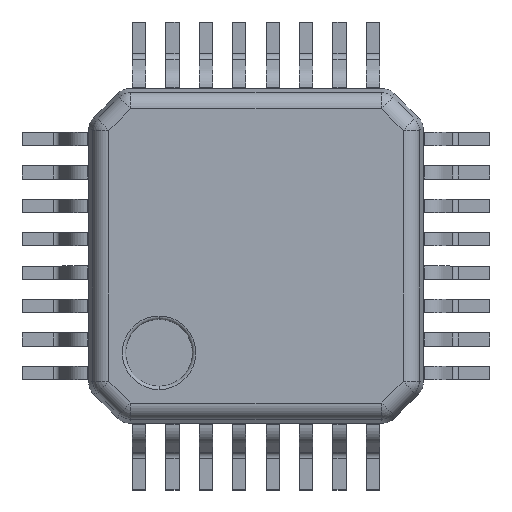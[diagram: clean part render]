
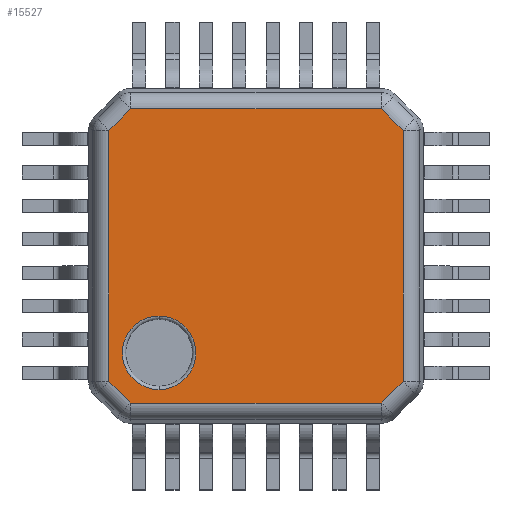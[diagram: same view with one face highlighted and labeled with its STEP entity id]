
A CAD part, top view. The second image highlights one B-rep face of the part: STEP entity #15527.
In plain terms, the highlighted planar face has unit normal (0, 0, 1).
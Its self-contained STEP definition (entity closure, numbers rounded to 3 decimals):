
#15225 = CARTESIAN_POINT ( 'NONE',  ( -1.45, -2., 1.2 ) ) ;
#15226 = VERTEX_POINT ( 'NONE', #15225 ) ;
#15234 = CARTESIAN_POINT ( 'NONE',  ( -1.45, -0.9, 1.2 ) ) ;
#15235 = VERTEX_POINT ( 'NONE', #15234 ) ;
#15236 = CARTESIAN_POINT ( 'NONE',  ( -1.45, -1.45, 1.2 ) ) ;
#15237 = DIRECTION ( 'NONE',  ( 0., 0., -1. ) ) ;
#15238 = DIRECTION ( 'NONE',  ( 0., 1., 0. ) ) ;
#15239 = AXIS2_PLACEMENT_3D ( 'NONE', #15236, #15237, #15238 ) ;
#15240 = CIRCLE ( 'NONE', #15239, 0.55) ;
#15241 = EDGE_CURVE ( 'NONE', #15235, #15226, #15240, .T. ) ;
#15446 = CARTESIAN_POINT ( 'NONE',  ( 1.876, 2.201, 1.2 ) ) ;
#15447 = VERTEX_POINT ( 'NONE', #15446 ) ;
#15448 = CARTESIAN_POINT ( 'NONE',  ( -1.876, 2.201, 1.2 ) ) ;
#15449 = VERTEX_POINT ( 'NONE', #15448 ) ;
#15450 = CARTESIAN_POINT ( 'NONE',  ( -1.956, 2.201, 1.2 ) ) ;
#15451 = DIRECTION ( 'NONE',  ( -1., 0., 0. ) ) ;
#15452 = VECTOR ( 'NONE', #15451, 1000. ) ;
#15453 = LINE ( 'NONE', #15450, #15452 ) ;
#15454 = EDGE_CURVE ( 'NONE', #15447, #15449, #15453, .T. ) ;
#15455 = ORIENTED_EDGE ( 'NONE', *, *, #15454, .T. ) ;
#15456 = CARTESIAN_POINT ( 'NONE',  ( -2.201, 1.876, 1.2 ) ) ;
#15457 = VERTEX_POINT ( 'NONE', #15456 ) ;
#15458 = CARTESIAN_POINT ( 'NONE',  ( -2.257, 1.82, 1.2 ) ) ;
#15459 = DIRECTION ( 'NONE',  ( -0.707, -0.707, 0. ) ) ;
#15460 = VECTOR ( 'NONE', #15459, 1000. ) ;
#15461 = LINE ( 'NONE', #15458, #15460 ) ;
#15462 = EDGE_CURVE ( 'NONE', #15449, #15457, #15461, .T. ) ;
#15463 = ORIENTED_EDGE ( 'NONE', *, *, #15462, .T. ) ;
#15464 = CARTESIAN_POINT ( 'NONE',  ( -2.201, -1.876, 1.2 ) ) ;
#15465 = VERTEX_POINT ( 'NONE', #15464 ) ;
#15466 = CARTESIAN_POINT ( 'NONE',  ( -2.201, -1.956, 1.2 ) ) ;
#15467 = DIRECTION ( 'NONE',  ( 0., -1., 0. ) ) ;
#15468 = VECTOR ( 'NONE', #15467, 1000. ) ;
#15469 = LINE ( 'NONE', #15466, #15468 ) ;
#15470 = EDGE_CURVE ( 'NONE', #15457, #15465, #15469, .T. ) ;
#15471 = ORIENTED_EDGE ( 'NONE', *, *, #15470, .T. ) ;
#15472 = CARTESIAN_POINT ( 'NONE',  ( -1.876, -2.201, 1.2 ) ) ;
#15473 = VERTEX_POINT ( 'NONE', #15472 ) ;
#15474 = CARTESIAN_POINT ( 'NONE',  ( -1.82, -2.257, 1.2 ) ) ;
#15475 = DIRECTION ( 'NONE',  ( 0.707, -0.707, 0. ) ) ;
#15476 = VECTOR ( 'NONE', #15475, 1000. ) ;
#15477 = LINE ( 'NONE', #15474, #15476 ) ;
#15478 = EDGE_CURVE ( 'NONE', #15465, #15473, #15477, .T. ) ;
#15479 = ORIENTED_EDGE ( 'NONE', *, *, #15478, .T. ) ;
#15480 = CARTESIAN_POINT ( 'NONE',  ( 1.876, -2.201, 1.2 ) ) ;
#15481 = VERTEX_POINT ( 'NONE', #15480 ) ;
#15482 = CARTESIAN_POINT ( 'NONE',  ( 1.956, -2.201, 1.2 ) ) ;
#15483 = DIRECTION ( 'NONE',  ( 1., 0., 0. ) ) ;
#15484 = VECTOR ( 'NONE', #15483, 1000. ) ;
#15485 = LINE ( 'NONE', #15482, #15484 ) ;
#15486 = EDGE_CURVE ( 'NONE', #15473, #15481, #15485, .T. ) ;
#15487 = ORIENTED_EDGE ( 'NONE', *, *, #15486, .T. ) ;
#15488 = CARTESIAN_POINT ( 'NONE',  ( 2.201, -1.876, 1.2 ) ) ;
#15489 = VERTEX_POINT ( 'NONE', #15488 ) ;
#15490 = CARTESIAN_POINT ( 'NONE',  ( 2.257, -1.82, 1.2 ) ) ;
#15491 = DIRECTION ( 'NONE',  ( 0.707, 0.707, 0. ) ) ;
#15492 = VECTOR ( 'NONE', #15491, 1000. ) ;
#15493 = LINE ( 'NONE', #15490, #15492 ) ;
#15494 = EDGE_CURVE ( 'NONE', #15481, #15489, #15493, .T. ) ;
#15495 = ORIENTED_EDGE ( 'NONE', *, *, #15494, .T. ) ;
#15496 = CARTESIAN_POINT ( 'NONE',  ( 2.201, 1.876, 1.2 ) ) ;
#15497 = VERTEX_POINT ( 'NONE', #15496 ) ;
#15498 = CARTESIAN_POINT ( 'NONE',  ( 2.201, 1.956, 1.2 ) ) ;
#15499 = DIRECTION ( 'NONE',  ( 0., 1., 0. ) ) ;
#15500 = VECTOR ( 'NONE', #15499, 1000. ) ;
#15501 = LINE ( 'NONE', #15498, #15500 ) ;
#15502 = EDGE_CURVE ( 'NONE', #15489, #15497, #15501, .T. ) ;
#15503 = ORIENTED_EDGE ( 'NONE', *, *, #15502, .T. ) ;
#15504 = CARTESIAN_POINT ( 'NONE',  ( 1.82, 2.257, 1.2 ) ) ;
#15505 = DIRECTION ( 'NONE',  ( -0.707, 0.707, 0. ) ) ;
#15506 = VECTOR ( 'NONE', #15505, 1000. ) ;
#15507 = LINE ( 'NONE', #15504, #15506 ) ;
#15508 = EDGE_CURVE ( 'NONE', #15497, #15447, #15507, .T. ) ;
#15509 = ORIENTED_EDGE ( 'NONE', *, *, #15508, .T. ) ;
#15510 = EDGE_LOOP ( 'NONE', ( #15455, #15463, #15471, #15479, #15487, #15495, #15503, #15509 ) ) ;
#15511 = FACE_OUTER_BOUND ( 'NONE', #15510, .T. ) ;
#15512 = ORIENTED_EDGE ( 'NONE', *, *, #15241, .T. ) ;
#15513 = CARTESIAN_POINT ( 'NONE',  ( -1.45, -1.45, 1.2 ) ) ;
#15514 = DIRECTION ( 'NONE',  ( 0., 0., -1. ) ) ;
#15515 = DIRECTION ( 'NONE',  ( 0., 1., 0. ) ) ;
#15516 = AXIS2_PLACEMENT_3D ( 'NONE', #15513, #15514, #15515 ) ;
#15517 = CIRCLE ( 'NONE', #15516, 0.55) ;
#15518 = EDGE_CURVE ( 'NONE', #15226, #15235, #15517, .T. ) ;
#15519 = ORIENTED_EDGE ( 'NONE', *, *, #15518, .T. ) ;
#15520 = EDGE_LOOP ( 'NONE', ( #15512, #15519 ) ) ;
#15521 = FACE_BOUND ( 'NONE', #15520, .T. ) ;
#15522 = CARTESIAN_POINT ( 'NONE',  ( 0., 0., 1.2 ) ) ;
#15523 = DIRECTION ( 'NONE',  ( 0., 0., -1. ) ) ;
#15524 = DIRECTION ( 'NONE',  ( 0., 1., 0. ) ) ;
#15525 = AXIS2_PLACEMENT_3D ( 'NONE', #15522, #15523, #15524 ) ;
#15526 = PLANE ( 'NONE', #15525 ) ;
#15527 = ADVANCED_FACE ( 'NONE', ( #15511, #15521 ), #15526, .F. ) ;
